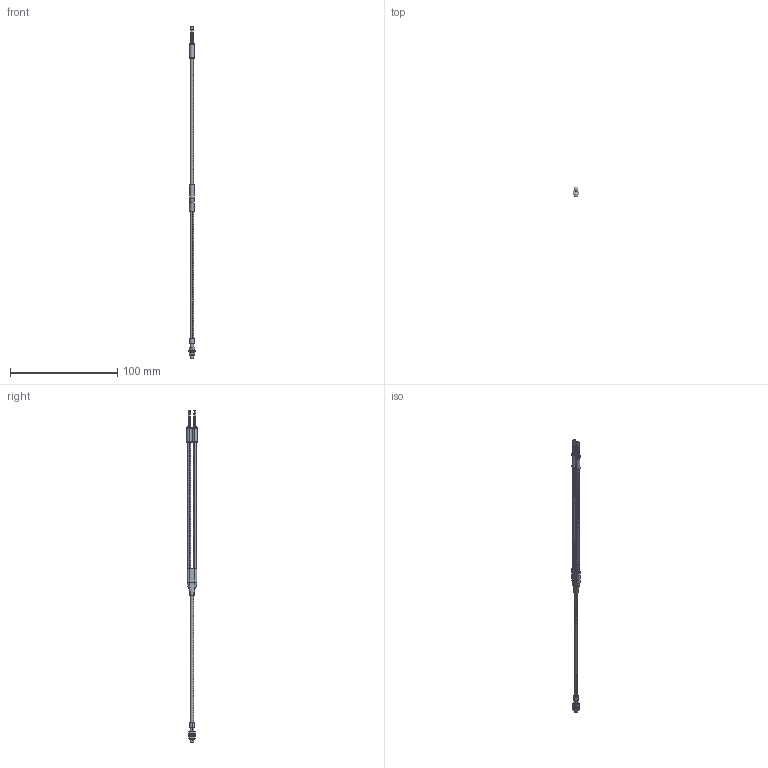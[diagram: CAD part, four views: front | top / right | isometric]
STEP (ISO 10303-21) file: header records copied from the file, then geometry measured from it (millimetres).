
FILE_DESCRIPTION((''),'2;1');
FILE_NAME('161903_ASM','2016-01-05T',('pdmadmin'),(''),'PRO/ENGINEER BY PARAMETRIC TECHNOLOGY CORPORATION, 2013230','PRO/ENGINEER BY PARAMETRIC TECHNOLOGY CORPORATION, 2013230','');
FILE_SCHEMA(('CONFIG_CONTROL_DESIGN'));
Length unit declared in the file: millimetre
Products named in the file (10): 111782; 39413; 110534; 111770; 110533; 110532; 39254; 39253; FIBER_CORE_9X_-25_010_1X_-5_020; 161903_ASM
Assembly tree (12 placements, depth 2):
  161903_ASM
    111782
    39413
    110534
    111770
    110533  x2
    110532  x2
    39254
    39253  x2
    FIBER_CORE_9X_-25_010_1X_-5_020
Bounding box: 6 x 9.78 x 309.84 mm (x, y, z)
Volume: 1889.4 mm3; surface area: 16098.6 mm2
Topology: 25 solids, 37 shells, 1230 faces, 2536 edges, 1356 vertices
Faces by surface type: torus 404, cone 276, cylinder 252, bspline 220, plane 78
Entity records: 45724 total; most frequent: CARTESIAN_POINT 30099, DIRECTION 3448, ORIENTED_EDGE 3024, EDGE_CURVE 1550, AXIS2_PLACEMENT_3D 1472, CIRCLE 862, VERTEX_POINT 852, EDGE_LOOP 756
